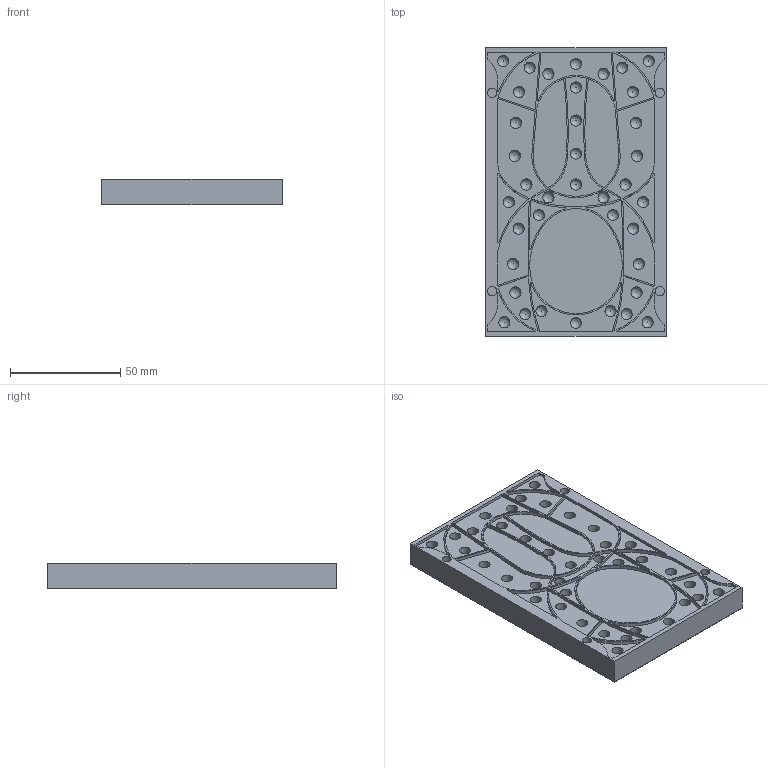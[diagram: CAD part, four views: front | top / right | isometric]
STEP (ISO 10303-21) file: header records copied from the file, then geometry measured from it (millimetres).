
FILE_DESCRIPTION(/* description */ ('','CAx-IF Rec.Pracs.---Representation and Presentation of Product Manufacturing Information (PMI)---4.0---2014-10-13'),/* implementation_level */ '2;1');
FILE_NAME(/* name */ '20-segment-body.step',/* time_stamp */ '2024-12-21T20:36:21-05:00',/* author */ (''),/* organization */ (''),/* preprocessor_version */ 'ST-DEVELOPER v20',/* originating_system */ 'Autodesk Translation Framework v13.20.0.188',/* authorisation */ '');
FILE_SCHEMA (('AP242_MANAGED_MODEL_BASED_3D_ENGINEERING_MIM_LF { 1 0 10303 442 1 1 4 }'));
Length unit declared in the file: millimetre
Products named in the file (2): 20-segment-v2; 20-Segment-Body
Assembly tree (1 placements, depth 2):
  20-segment-v2
    20-Segment-Body
Bounding box: 82 x 131 x 11.6 mm (x, y, z)
Volume: 106932.7 mm3; surface area: 96470.1 mm2
Topology: 25 solids, 25 shells, 586 faces, 1482 edges, 988 vertices
Faces by surface type: cylinder 328, plane 190, bspline 68
Full cylindrical faces by diameter (mm): 4.1 x4, 5.1 x38
Entity records: 20099 total; most frequent: CARTESIAN_POINT 5426, DIRECTION 3222, ORIENTED_EDGE 2964, EDGE_CURVE 1482, AXIS2_PLACEMENT_3D 1295, VERTEX_POINT 988, CIRCLE 770, EDGE_LOOP 674
